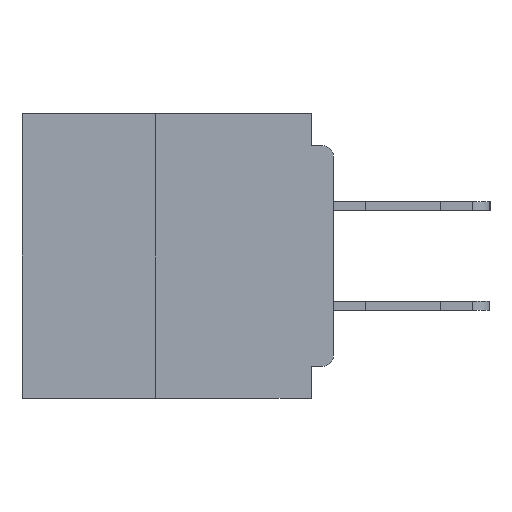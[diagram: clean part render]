
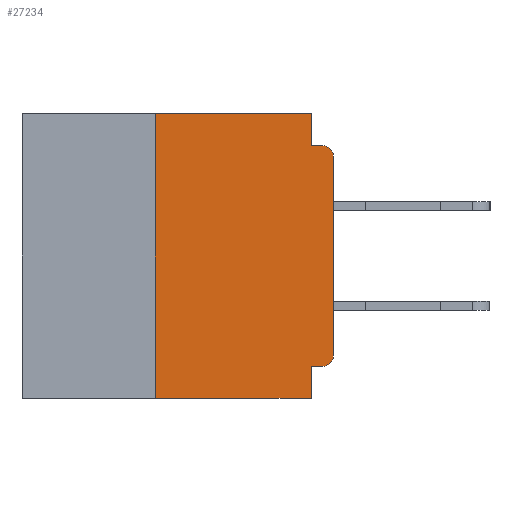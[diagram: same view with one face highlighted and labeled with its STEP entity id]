
A CAD part, left-side view. The second image highlights one B-rep face of the part: STEP entity #27234.
In plain terms, the highlighted planar face has unit normal (-1, 0, 0).
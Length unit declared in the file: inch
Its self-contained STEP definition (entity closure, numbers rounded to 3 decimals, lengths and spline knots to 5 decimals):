
#882 = CARTESIAN_POINT ( 'NONE',  ( 0., 0.015, -0.355 ) ) ;
#2449 = EDGE_LOOP ( 'NONE', ( #23112, #25513, #37979, #15579, #16021, #25490, #30034, #14489, #23669, #10362 ) ) ;
#2832 = CARTESIAN_POINT ( 'NONE',  ( 0., 0.25, 0. ) ) ;
#3510 = CARTESIAN_POINT ( 'NONE',  ( 0., 0.031, -0.355 ) ) ;
#4335 = DIRECTION ( 'NONE',  ( 0., 0., 1. ) ) ;
#4407 = LINE ( 'NONE', #19735, #36262 ) ;
#4432 = CARTESIAN_POINT ( 'NONE',  ( 0., 0.031, -0.045 ) ) ;
#4989 = AXIS2_PLACEMENT_3D ( 'NONE', #38836, #7335, #29688 ) ;
#5317 = CARTESIAN_POINT ( 'NONE',  ( 0., 0., -0.34 ) ) ;
#5325 = VECTOR ( 'NONE', #30687, 39.37008 ) ;
#5360 = CIRCLE ( 'NONE', #41194, 0.015 ) ;
#5362 = CARTESIAN_POINT ( 'NONE',  ( 0., 0.031, 0. ) ) ;
#6658 = CARTESIAN_POINT ( 'NONE',  ( 0., 0.031, -0.4 ) ) ;
#7335 = DIRECTION ( 'NONE',  ( 1., 0., 0. ) ) ;
#8126 = EDGE_CURVE ( 'NONE', #31911, #37464, #9812, .T. ) ;
#8556 = CARTESIAN_POINT ( 'NONE',  ( 0., 0., -0.355 ) ) ;
#9644 = VERTEX_POINT ( 'NONE', #6658 ) ;
#9761 = VERTEX_POINT ( 'NONE', #10332 ) ;
#9812 = CIRCLE ( 'NONE', #40646, 0.015 ) ;
#9873 = DIRECTION ( 'NONE',  ( -1., 0., 0. ) ) ;
#10018 = EDGE_CURVE ( 'NONE', #21044, #40760, #26108, .T. ) ;
#10280 = DIRECTION ( 'NONE',  ( 0., 0., 1. ) ) ;
#10332 = CARTESIAN_POINT ( 'NONE',  ( 0., 0.031, 0. ) ) ;
#10362 = ORIENTED_EDGE ( 'NONE', *, *, #8126, .T. ) ;
#11491 = CARTESIAN_POINT ( 'NONE',  ( 0., 0.031, -0.4 ) ) ;
#11854 = DIRECTION ( 'NONE',  ( -1., 0., 0. ) ) ;
#12569 = VECTOR ( 'NONE', #35085, 39.37008 ) ;
#12924 = CARTESIAN_POINT ( 'NONE',  ( 0., 0.437, -0.4 ) ) ;
#14489 = ORIENTED_EDGE ( 'NONE', *, *, #40395, .F. ) ;
#15579 = ORIENTED_EDGE ( 'NONE', *, *, #39137, .F. ) ;
#16021 = ORIENTED_EDGE ( 'NONE', *, *, #32343, .F. ) ;
#17582 = VERTEX_POINT ( 'NONE', #21987 ) ;
#17986 = CARTESIAN_POINT ( 'NONE',  ( 0., 0., -0.045 ) ) ;
#18256 = EDGE_CURVE ( 'NONE', #37464, #37097, #29607, .T. ) ;
#19735 = CARTESIAN_POINT ( 'NONE',  ( 0., 0.437, 0. ) ) ;
#20373 = CARTESIAN_POINT ( 'NONE',  ( 0., 0.015, -0.045 ) ) ;
#20475 = VECTOR ( 'NONE', #40184, 39.37008 ) ;
#21044 = VERTEX_POINT ( 'NONE', #4432 ) ;
#21987 = CARTESIAN_POINT ( 'NONE',  ( 0., 0.25, -0.4 ) ) ;
#23112 = ORIENTED_EDGE ( 'NONE', *, *, #18256, .T. ) ;
#23282 = PLANE ( 'NONE',  #4989 ) ;
#23669 = ORIENTED_EDGE ( 'NONE', *, *, #24103, .F. ) ;
#24103 = EDGE_CURVE ( 'NONE', #31911, #37088, #24341, .T. ) ;
#24341 = LINE ( 'NONE', #8556, #31794 ) ;
#24488 = DIRECTION ( 'NONE',  ( 0., 1., 0. ) ) ;
#25122 = VECTOR ( 'NONE', #40038, 39.37008 ) ;
#25490 = ORIENTED_EDGE ( 'NONE', *, *, #30060, .F. ) ;
#25513 = ORIENTED_EDGE ( 'NONE', *, *, #29868, .T. ) ;
#26108 = LINE ( 'NONE', #17986, #25122 ) ;
#27234 = ADVANCED_FACE ( 'NONE', ( #28108 ), #23282, .F. ) ;
#28108 = FACE_OUTER_BOUND ( 'NONE', #2449, .T. ) ;
#28946 = LINE ( 'NONE', #5362, #20475 ) ;
#28965 = CARTESIAN_POINT ( 'NONE',  ( 0., 0.015, -0.06 ) ) ;
#29196 = DIRECTION ( 'NONE',  ( 0., -1., 0. ) ) ;
#29358 = CARTESIAN_POINT ( 'NONE',  ( 0., 0., 0. ) ) ;
#29496 = LINE ( 'NONE', #12924, #12569 ) ;
#29607 = LINE ( 'NONE', #29358, #30598 ) ;
#29688 = DIRECTION ( 'NONE',  ( 0., 0., -1. ) ) ;
#29868 = EDGE_CURVE ( 'NONE', #37097, #40760, #5360, .T. ) ;
#30034 = ORIENTED_EDGE ( 'NONE', *, *, #37698, .T. ) ;
#30060 = EDGE_CURVE ( 'NONE', #17582, #34474, #38621, .T. ) ;
#30598 = VECTOR ( 'NONE', #10280, 39.37008 ) ;
#30687 = DIRECTION ( 'NONE',  ( 0., 0., -1. ) ) ;
#30907 = CARTESIAN_POINT ( 'NONE',  ( 0., 0.015, -0.34 ) ) ;
#31794 = VECTOR ( 'NONE', #24488, 39.37008 ) ;
#31911 = VERTEX_POINT ( 'NONE', #882 ) ;
#32151 = DIRECTION ( 'NONE',  ( 0., 0., -1. ) ) ;
#32343 = EDGE_CURVE ( 'NONE', #34474, #9761, #4407, .T. ) ;
#32970 = CARTESIAN_POINT ( 'NONE',  ( 0., 0.25, -0.4 ) ) ;
#34063 = DIRECTION ( 'NONE',  ( 0., 0., -1. ) ) ;
#34474 = VERTEX_POINT ( 'NONE', #2832 ) ;
#35085 = DIRECTION ( 'NONE',  ( 0., -1., 0. ) ) ;
#36262 = VECTOR ( 'NONE', #29196, 39.37008 ) ;
#37088 = VERTEX_POINT ( 'NONE', #3510 ) ;
#37097 = VERTEX_POINT ( 'NONE', #38520 ) ;
#37464 = VERTEX_POINT ( 'NONE', #5317 ) ;
#37698 = EDGE_CURVE ( 'NONE', #17582, #9644, #29496, .T. ) ;
#37979 = ORIENTED_EDGE ( 'NONE', *, *, #10018, .F. ) ;
#38520 = CARTESIAN_POINT ( 'NONE',  ( 0., 0., -0.06 ) ) ;
#38621 = LINE ( 'NONE', #32970, #39606 ) ;
#38836 = CARTESIAN_POINT ( 'NONE',  ( 0., 0.437, 0. ) ) ;
#39100 = LINE ( 'NONE', #11491, #5325 ) ;
#39137 = EDGE_CURVE ( 'NONE', #9761, #21044, #28946, .T. ) ;
#39606 = VECTOR ( 'NONE', #4335, 39.37008 ) ;
#40038 = DIRECTION ( 'NONE',  ( 0., -1., 0. ) ) ;
#40184 = DIRECTION ( 'NONE',  ( 0., 0., -1. ) ) ;
#40395 = EDGE_CURVE ( 'NONE', #37088, #9644, #39100, .T. ) ;
#40646 = AXIS2_PLACEMENT_3D ( 'NONE', #30907, #11854, #34063 ) ;
#40760 = VERTEX_POINT ( 'NONE', #20373 ) ;
#41194 = AXIS2_PLACEMENT_3D ( 'NONE', #28965, #9873, #32151 ) ;
